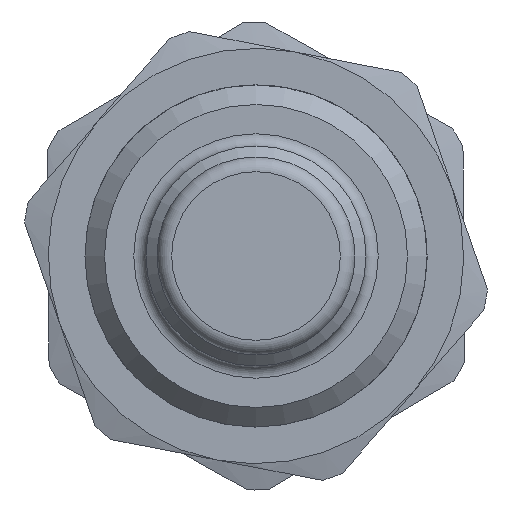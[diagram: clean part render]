
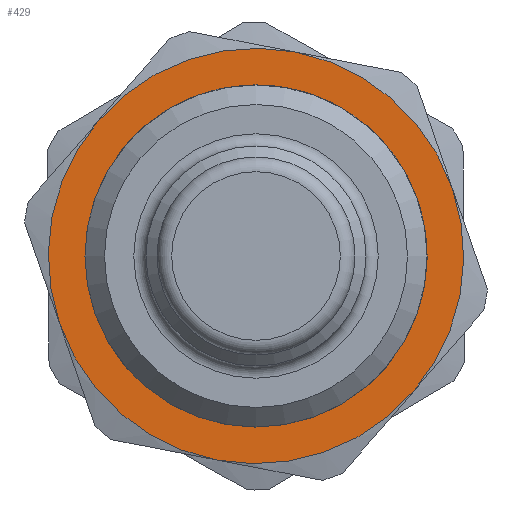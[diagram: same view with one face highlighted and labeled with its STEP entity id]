
A CAD part, left-side view. The second image highlights one B-rep face of the part: STEP entity #429.
In plain terms, the highlighted planar face has unit normal (-1, 0, 0).
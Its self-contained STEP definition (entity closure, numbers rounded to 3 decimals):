
#121=CARTESIAN_POINT('',(24.45,-5.289,-4.586));
#122=VERTEX_POINT('',#121);
#123=CARTESIAN_POINT('',(24.45,0.0,0.0));
#124=DIRECTION('',(-1.0,0.0,0.0));
#125=DIRECTION('',(0.0,-0.756,-0.655));
#126=AXIS2_PLACEMENT_3D('',#123,#124,#125);
#127=CIRCLE('',#126,7.);
#128=EDGE_CURVE('',#122,#122,#127,.T.);
#365=CARTESIAN_POINT('',(24.45,-5.856,-5.077));
#366=DIRECTION('',(-1.0,0.0,0.0));
#367=DIRECTION('',(0.0,0.655,-0.756));
#368=AXIS2_PLACEMENT_3D('',#365,#366,#367);
#369=PLANE('',#368);
#370=CARTESIAN_POINT('',(24.45,-6.422,-5.568));
#371=VERTEX_POINT('',#370);
#372=CARTESIAN_POINT('',(24.45,-8.033,2.778));
#373=VERTEX_POINT('',#372);
#374=CARTESIAN_POINT('',(24.45,0.0,0.0));
#375=DIRECTION('',(-1.0,0.0,0.0));
#376=DIRECTION('',(0.0,-0.756,-0.655));
#377=AXIS2_PLACEMENT_3D('',#374,#375,#376);
#378=CIRCLE('',#377,8.5);
#379=EDGE_CURVE('',#371,#373,#378,.T.);
#380=ORIENTED_EDGE('',*,*,#379,.T.);
#381=CARTESIAN_POINT('',(24.45,-1.611,8.346));
#382=VERTEX_POINT('',#381);
#383=CARTESIAN_POINT('',(24.45,0.0,0.0));
#384=DIRECTION('',(-1.0,0.0,0.0));
#385=DIRECTION('',(0.0,-0.756,-0.655));
#386=AXIS2_PLACEMENT_3D('',#383,#384,#385);
#387=CIRCLE('',#386,8.5);
#388=EDGE_CURVE('',#373,#382,#387,.T.);
#389=ORIENTED_EDGE('',*,*,#388,.T.);
#390=CARTESIAN_POINT('',(24.45,6.422,5.568));
#391=VERTEX_POINT('',#390);
#392=CARTESIAN_POINT('',(24.45,0.0,0.0));
#393=DIRECTION('',(-1.0,0.0,0.0));
#394=DIRECTION('',(0.0,-0.756,-0.655));
#395=AXIS2_PLACEMENT_3D('',#392,#393,#394);
#396=CIRCLE('',#395,8.5);
#397=EDGE_CURVE('',#382,#391,#396,.T.);
#398=ORIENTED_EDGE('',*,*,#397,.T.);
#399=CARTESIAN_POINT('',(24.45,8.033,-2.778));
#400=VERTEX_POINT('',#399);
#401=CARTESIAN_POINT('',(24.45,0.0,0.0));
#402=DIRECTION('',(-1.0,0.0,0.0));
#403=DIRECTION('',(0.0,-0.756,-0.655));
#404=AXIS2_PLACEMENT_3D('',#401,#402,#403);
#405=CIRCLE('',#404,8.5);
#406=EDGE_CURVE('',#391,#400,#405,.T.);
#407=ORIENTED_EDGE('',*,*,#406,.T.);
#408=CARTESIAN_POINT('',(24.45,1.611,-8.346));
#409=VERTEX_POINT('',#408);
#410=CARTESIAN_POINT('',(24.45,0.0,0.0));
#411=DIRECTION('',(-1.0,0.0,0.0));
#412=DIRECTION('',(0.0,-0.756,-0.655));
#413=AXIS2_PLACEMENT_3D('',#410,#411,#412);
#414=CIRCLE('',#413,8.5);
#415=EDGE_CURVE('',#400,#409,#414,.T.);
#416=ORIENTED_EDGE('',*,*,#415,.T.);
#417=CARTESIAN_POINT('',(24.45,0.0,0.0));
#418=DIRECTION('',(-1.0,0.0,0.0));
#419=DIRECTION('',(0.0,-0.756,-0.655));
#420=AXIS2_PLACEMENT_3D('',#417,#418,#419);
#421=CIRCLE('',#420,8.5);
#422=EDGE_CURVE('',#409,#371,#421,.T.);
#423=ORIENTED_EDGE('',*,*,#422,.T.);
#424=EDGE_LOOP('',(#380,#389,#398,#407,#416,#423));
#425=FACE_OUTER_BOUND('',#424,.T.);
#426=ORIENTED_EDGE('',*,*,#128,.F.);
#427=EDGE_LOOP('',(#426));
#428=FACE_BOUND('',#427,.T.);
#429=ADVANCED_FACE('',(#425,#428),#369,.T.);
